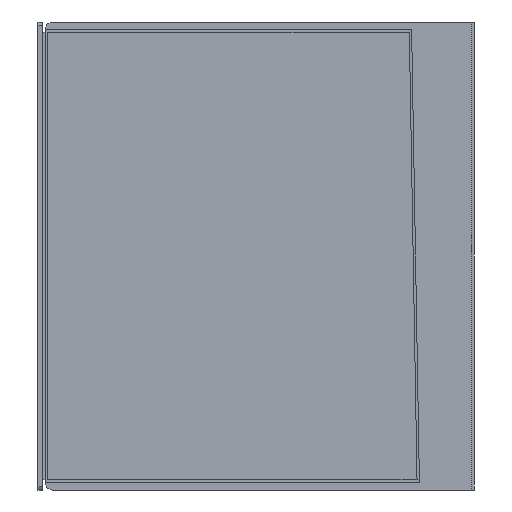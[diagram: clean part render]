
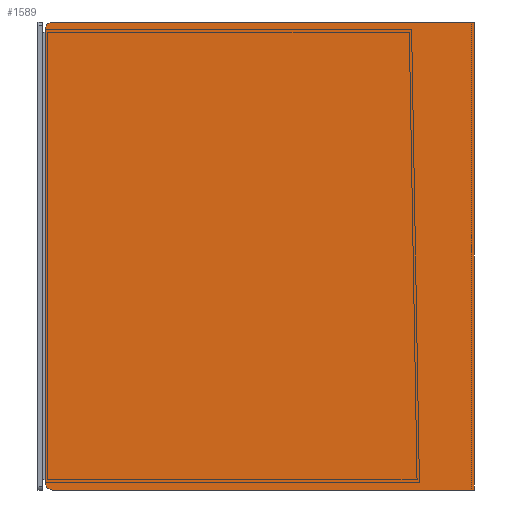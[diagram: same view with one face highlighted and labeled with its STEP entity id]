
A CAD part, left-side view. The second image highlights one B-rep face of the part: STEP entity #1589.
In plain terms, the highlighted planar face has unit normal (-1, 0, 0).
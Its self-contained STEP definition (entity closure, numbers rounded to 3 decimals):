
#19 = EDGE_CURVE ( 'NONE', #2128, #819, #82, .T. ) ;
#45 = CIRCLE ( 'NONE', #535, 10. ) ;
#72 = ORIENTED_EDGE ( 'NONE', *, *, #1167, .T. ) ;
#82 = LINE ( 'NONE', #698, #1301 ) ;
#96 = EDGE_CURVE ( 'NONE', #1727, #564, #2059, .T. ) ;
#98 = LINE ( 'NONE', #1003, #1348 ) ;
#121 = CARTESIAN_POINT ( 'NONE',  ( -400., -19., 290. ) ) ;
#447 = CARTESIAN_POINT ( 'NONE',  ( -400., -559., 300. ) ) ;
#468 = DIRECTION ( 'NONE',  ( 0., 1., 0. ) ) ;
#498 = CARTESIAN_POINT ( 'NONE',  ( -400., -19., -290. ) ) ;
#500 = CARTESIAN_POINT ( 'NONE',  ( -400., -489., -300. ) ) ;
#502 = DIRECTION ( 'NONE',  ( -1., 0., 0. ) ) ;
#507 = DIRECTION ( 'NONE',  ( 0., 0., -1. ) ) ;
#535 = AXIS2_PLACEMENT_3D ( 'NONE', #498, #502, #507 ) ;
#564 = VERTEX_POINT ( 'NONE', #2106 ) ;
#698 = CARTESIAN_POINT ( 'NONE',  ( -400., -559., -380.623 ) ) ;
#794 = EDGE_CURVE ( 'NONE', #2128, #2283, #1151, .T. ) ;
#819 = VERTEX_POINT ( 'NONE', #447 ) ;
#921 = ORIENTED_EDGE ( 'NONE', *, *, #96, .T. ) ;
#1003 = CARTESIAN_POINT ( 'NONE',  ( -400., -489., 300. ) ) ;
#1008 = ORIENTED_EDGE ( 'NONE', *, *, #19, .T. ) ;
#1014 = DIRECTION ( 'NONE',  ( 0., 1., 0. ) ) ;
#1094 = DIRECTION ( 'NONE',  ( 0., 0., 1. ) ) ;
#1151 = LINE ( 'NONE', #500, #1436 ) ;
#1167 = EDGE_CURVE ( 'NONE', #564, #2179, #1293, .T. ) ;
#1187 = ORIENTED_EDGE ( 'NONE', *, *, #1448, .T. ) ;
#1293 = LINE ( 'NONE', #1294, #2108 ) ;
#1294 = CARTESIAN_POINT ( 'NONE',  ( -400., -9., 300. ) ) ;
#1301 = VECTOR ( 'NONE', #1094, 1000. ) ;
#1348 = VECTOR ( 'NONE', #1014, 1000. ) ;
#1365 = EDGE_CURVE ( 'NONE', #2179, #2283, #45, .T. ) ;
#1436 = VECTOR ( 'NONE', #468, 1000. ) ;
#1440 = FACE_OUTER_BOUND ( 'NONE', #2162, .T. ) ;
#1448 = EDGE_CURVE ( 'NONE', #819, #1727, #98, .T. ) ;
#1483 = CARTESIAN_POINT ( 'NONE',  ( -400., -9., -290. ) ) ;
#1534 = PLANE ( 'NONE',  #1633 ) ;
#1570 = CARTESIAN_POINT ( 'NONE',  ( -400., -489., 300. ) ) ;
#1588 = DIRECTION ( 'NONE',  ( 0., 0., -1. ) ) ;
#1589 = ADVANCED_FACE ( 'NONE', ( #1440 ), #1534, .F. ) ;
#1633 = AXIS2_PLACEMENT_3D ( 'NONE', #1570, #1641, #1644 ) ;
#1641 = DIRECTION ( 'NONE',  ( 1., 0., 0. ) ) ;
#1644 = DIRECTION ( 'NONE',  ( 0., 0., -1. ) ) ;
#1671 = DIRECTION ( 'NONE',  ( 0., 0., -1. ) ) ;
#1727 = VERTEX_POINT ( 'NONE', #2166 ) ;
#1749 = AXIS2_PLACEMENT_3D ( 'NONE', #121, #2382, #1588 ) ;
#1754 = ORIENTED_EDGE ( 'NONE', *, *, #1365, .T. ) ;
#1812 = CARTESIAN_POINT ( 'NONE',  ( -400., -19., -300. ) ) ;
#2009 = ORIENTED_EDGE ( 'NONE', *, *, #794, .F. ) ;
#2059 = CIRCLE ( 'NONE', #1749, 10. ) ;
#2106 = CARTESIAN_POINT ( 'NONE',  ( -400., -9., 290. ) ) ;
#2108 = VECTOR ( 'NONE', #1671, 1000. ) ;
#2128 = VERTEX_POINT ( 'NONE', #2225 ) ;
#2162 = EDGE_LOOP ( 'NONE', ( #1187, #921, #72, #1754, #2009, #1008 ) ) ;
#2166 = CARTESIAN_POINT ( 'NONE',  ( -400., -19., 300. ) ) ;
#2179 = VERTEX_POINT ( 'NONE', #1483 ) ;
#2225 = CARTESIAN_POINT ( 'NONE',  ( -400., -559., -300. ) ) ;
#2283 = VERTEX_POINT ( 'NONE', #1812 ) ;
#2382 = DIRECTION ( 'NONE',  ( -1., 0., 0. ) ) ;
